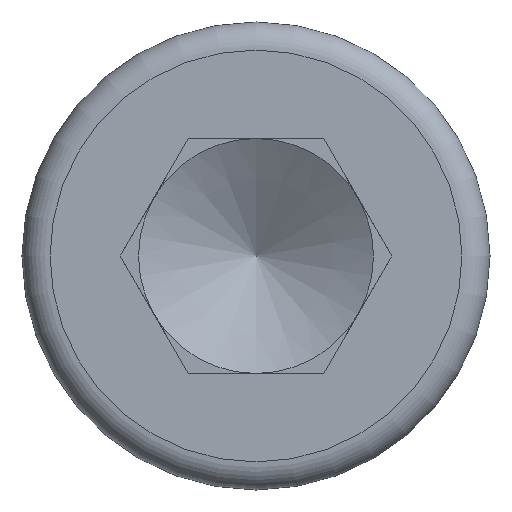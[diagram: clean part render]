
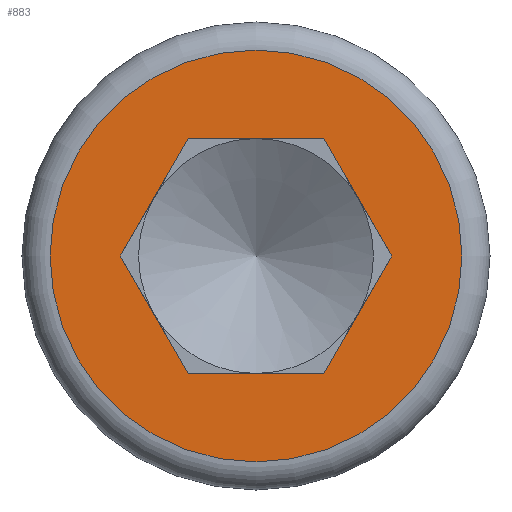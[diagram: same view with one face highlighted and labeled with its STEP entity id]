
A CAD part, left-side view. The second image highlights one B-rep face of the part: STEP entity #883.
In plain terms, the highlighted planar face has unit normal (-1, 0, 0).
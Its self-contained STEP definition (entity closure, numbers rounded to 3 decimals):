
#22 = LINE ( 'NONE', #188, #30 ) ;
#30 = VECTOR ( 'NONE', #657, 1000. ) ;
#43 = DIRECTION ( 'NONE',  ( -1., 0., 0. ) ) ;
#87 = DIRECTION ( 'NONE',  ( -1., 0., 0. ) ) ;
#90 = DIRECTION ( 'NONE',  ( 0., -0.5, -0.866 ) ) ;
#140 = DIRECTION ( 'NONE',  ( 0., -1., 0. ) ) ;
#159 = LINE ( 'NONE', #855, #212 ) ;
#184 = EDGE_CURVE ( 'NONE', #383, #383, #328, .T. ) ;
#188 = CARTESIAN_POINT ( 'NONE',  ( 0., 2.898, 0. ) ) ;
#194 = CARTESIAN_POINT ( 'NONE',  ( 0., 0., 0. ) ) ;
#210 = CARTESIAN_POINT ( 'NONE',  ( 0., -1.449, 2.51 ) ) ;
#212 = VECTOR ( 'NONE', #548, 1000. ) ;
#225 = ORIENTED_EDGE ( 'NONE', *, *, #874, .F. ) ;
#226 = CARTESIAN_POINT ( 'NONE',  ( 0., 2.898, 0. ) ) ;
#234 = LINE ( 'NONE', #315, #576 ) ;
#250 = VECTOR ( 'NONE', #140, 1000. ) ;
#277 = LINE ( 'NONE', #441, #250 ) ;
#301 = PLANE ( 'NONE',  #314 ) ;
#314 = AXIS2_PLACEMENT_3D ( 'NONE', #194, #43, #591 ) ;
#315 = CARTESIAN_POINT ( 'NONE',  ( 0., -1.449, 2.51 ) ) ;
#319 = LINE ( 'NONE', #636, #378 ) ;
#328 = CIRCLE ( 'NONE', #894, 4.4 ) ;
#359 = ORIENTED_EDGE ( 'NONE', *, *, #481, .F. ) ;
#378 = VECTOR ( 'NONE', #396, 1000. ) ;
#383 = VERTEX_POINT ( 'NONE', #697 ) ;
#386 = EDGE_LOOP ( 'NONE', ( #999 ) ) ;
#389 = ORIENTED_EDGE ( 'NONE', *, *, #599, .F. ) ;
#396 = DIRECTION ( 'NONE',  ( 0., 0.5, -0.866 ) ) ;
#408 = CARTESIAN_POINT ( 'NONE',  ( 0., 1.449, -2.51 ) ) ;
#417 = VERTEX_POINT ( 'NONE', #694 ) ;
#430 = CARTESIAN_POINT ( 'NONE',  ( 0., -2.898, 0. ) ) ;
#440 = EDGE_CURVE ( 'NONE', #814, #826, #319, .T. ) ;
#441 = CARTESIAN_POINT ( 'NONE',  ( 0., 1.449, -2.51 ) ) ;
#473 = CARTESIAN_POINT ( 'NONE',  ( 0., 0., 0. ) ) ;
#481 = EDGE_CURVE ( 'NONE', #818, #417, #159, .T. ) ;
#491 = EDGE_LOOP ( 'NONE', ( #495, #359, #835, #802, #225, #389 ) ) ;
#495 = ORIENTED_EDGE ( 'NONE', *, *, #919, .T. ) ;
#513 = CARTESIAN_POINT ( 'NONE',  ( 0., -1.449, -2.51 ) ) ;
#548 = DIRECTION ( 'NONE',  ( 0., 1., 0. ) ) ;
#576 = VECTOR ( 'NONE', #90, 1000. ) ;
#591 = DIRECTION ( 'NONE',  ( 0., 0., 1. ) ) ;
#599 = EDGE_CURVE ( 'NONE', #897, #603, #22, .T. ) ;
#603 = VERTEX_POINT ( 'NONE', #408 ) ;
#636 = CARTESIAN_POINT ( 'NONE',  ( 0., -2.898, 0. ) ) ;
#657 = DIRECTION ( 'NONE',  ( 0., -0.5, -0.866 ) ) ;
#694 = CARTESIAN_POINT ( 'NONE',  ( 0., 1.449, 2.51 ) ) ;
#697 = CARTESIAN_POINT ( 'NONE',  ( 0., 0., 4.4 ) ) ;
#732 = VECTOR ( 'NONE', #781, 1000. ) ;
#743 = FACE_BOUND ( 'NONE', #491, .T. ) ;
#781 = DIRECTION ( 'NONE',  ( 0., -0.5, 0.866 ) ) ;
#802 = ORIENTED_EDGE ( 'NONE', *, *, #440, .T. ) ;
#814 = VERTEX_POINT ( 'NONE', #430 ) ;
#818 = VERTEX_POINT ( 'NONE', #210 ) ;
#826 = VERTEX_POINT ( 'NONE', #513 ) ;
#835 = ORIENTED_EDGE ( 'NONE', *, *, #906, .T. ) ;
#843 = CARTESIAN_POINT ( 'NONE',  ( 0., 2.898, 0. ) ) ;
#855 = CARTESIAN_POINT ( 'NONE',  ( 0., -1.449, 2.51 ) ) ;
#874 = EDGE_CURVE ( 'NONE', #603, #826, #277, .T. ) ;
#883 = ADVANCED_FACE ( 'NONE', ( #743, #1000 ), #301, .T. ) ;
#894 = AXIS2_PLACEMENT_3D ( 'NONE', #473, #87, #963 ) ;
#897 = VERTEX_POINT ( 'NONE', #843 ) ;
#906 = EDGE_CURVE ( 'NONE', #818, #814, #234, .T. ) ;
#919 = EDGE_CURVE ( 'NONE', #897, #417, #932, .T. ) ;
#932 = LINE ( 'NONE', #226, #732 ) ;
#963 = DIRECTION ( 'NONE',  ( 0., 0., 1. ) ) ;
#999 = ORIENTED_EDGE ( 'NONE', *, *, #184, .T. ) ;
#1000 = FACE_OUTER_BOUND ( 'NONE', #386, .T. ) ;
